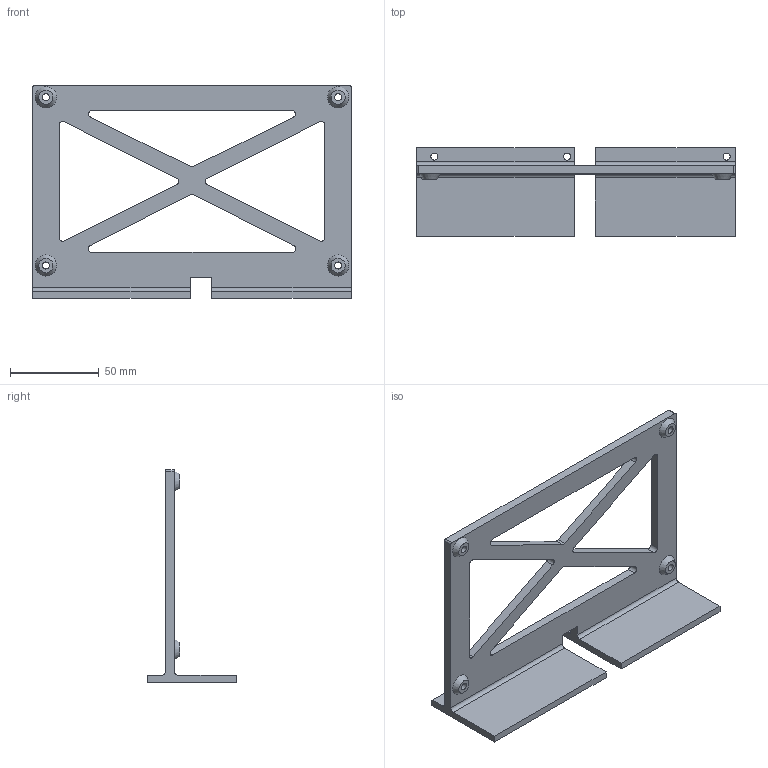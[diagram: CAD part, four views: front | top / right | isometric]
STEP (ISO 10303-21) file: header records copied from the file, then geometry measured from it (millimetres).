
FILE_DESCRIPTION(/* description */ (''),/* implementation_level */ '2;1');
FILE_NAME(/* name */ 'psu mount.step',/* time_stamp */ '2020-12-18T16:30:40+06:00',/* author */ (''),/* organization */ (''),/* preprocessor_version */ 'ST-DEVELOPER v18.1',/* originating_system */ 'Autodesk Translation Framework v9.7.1.1290',/* authorisation */ '');
FILE_SCHEMA (('AUTOMOTIVE_DESIGN { 1 0 10303 214 3 1 1 }'));
Length unit declared in the file: millimetre
Products named in the file (1): psu mount
Bounding box: 180 x 50 x 120 mm (x, y, z)
Volume: 92900.5 mm3; surface area: 48742.5 mm2
Topology: 1 solids, 1 shells, 63 faces, 171 edges, 114 vertices
Faces by surface type: plane 34, cylinder 25, cone 4
Full cylindrical faces by diameter (mm): 4 x7
Entity records: 2080 total; most frequent: DIRECTION 357, CARTESIAN_POINT 349, ORIENTED_EDGE 342, EDGE_CURVE 171, AXIS2_PLACEMENT_3D 122, VERTEX_POINT 114, LINE 113, VECTOR 113
